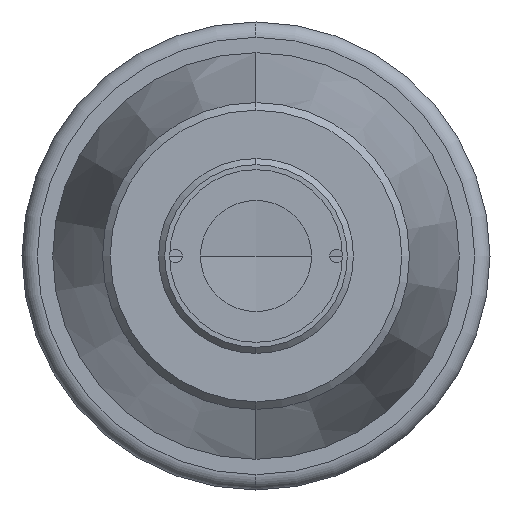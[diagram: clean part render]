
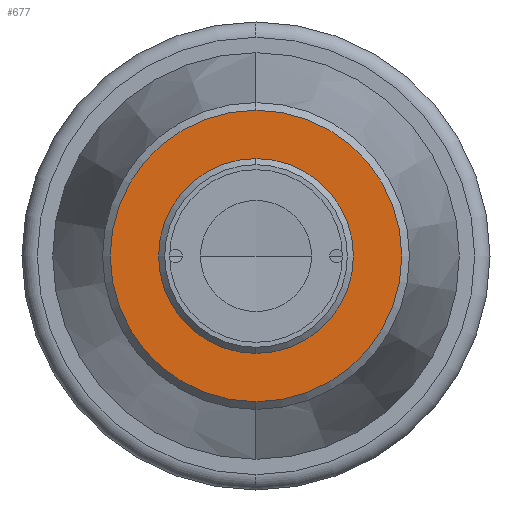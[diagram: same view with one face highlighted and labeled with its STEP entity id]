
A CAD part, left-side view. The second image highlights one B-rep face of the part: STEP entity #677.
In plain terms, the highlighted planar face has unit normal (-1, 0, 0).
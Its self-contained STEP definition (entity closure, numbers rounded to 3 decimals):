
#602 = ORIENTED_EDGE ( 'NONE', *, *, #652, .T. ) ;
#633 = EDGE_CURVE ( 'NONE', #634, #635, #2030, .T. ) ;
#634 = VERTEX_POINT ( 'NONE', #2025 ) ;
#635 = VERTEX_POINT ( 'NONE', #2024 ) ;
#652 = EDGE_CURVE ( 'NONE', #653, #654, #2059, .T. ) ;
#653 = VERTEX_POINT ( 'NONE', #2054 ) ;
#654 = VERTEX_POINT ( 'NONE', #2053 ) ;
#655 = ORIENTED_EDGE ( 'NONE', *, *, #656, .T. ) ;
#656 = EDGE_CURVE ( 'NONE', #654, #653, #2051, .T. ) ;
#674 = EDGE_CURVE ( 'NONE', #635, #634, #2090, .T. ) ;
#677 = ADVANCED_FACE ( 'NONE', ( #2085, #2084 ), #2083, .T. ) ;
#678 = EDGE_LOOP ( 'NONE', ( #679, #680 ) ) ;
#679 = ORIENTED_EDGE ( 'NONE', *, *, #674, .T. ) ;
#680 = ORIENTED_EDGE ( 'NONE', *, *, #633, .T. ) ;
#681 = EDGE_LOOP ( 'NONE', ( #602, #655 ) ) ;
#2024 = CARTESIAN_POINT ( 'NONE',  ( 17.52, 0., -19. ) ) ;
#2025 = CARTESIAN_POINT ( 'NONE',  ( 17.52, 0., 19. ) ) ;
#2026 = DIRECTION ( 'NONE',  ( 0., 0., 1. ) ) ;
#2027 = DIRECTION ( 'NONE',  ( -1., 0., 0. ) ) ;
#2028 = CARTESIAN_POINT ( 'NONE',  ( 17.52, 0., 0. ) ) ;
#2029 = AXIS2_PLACEMENT_3D ( 'NONE', #2028, #2027, #2026 ) ;
#2030 = CIRCLE ( 'NONE', #2029, 19. ) ;
#2047 = DIRECTION ( 'NONE',  ( 0., 0., -1. ) ) ;
#2048 = DIRECTION ( 'NONE',  ( 1., 0., 0. ) ) ;
#2049 = CARTESIAN_POINT ( 'NONE',  ( 17.52, 0., 0. ) ) ;
#2050 = AXIS2_PLACEMENT_3D ( 'NONE', #2049, #2048, #2047 ) ;
#2051 = CIRCLE ( 'NONE', #2050, 12. ) ;
#2053 = CARTESIAN_POINT ( 'NONE',  ( 17.52, 0., 12. ) ) ;
#2054 = CARTESIAN_POINT ( 'NONE',  ( 17.52, 0., -12. ) ) ;
#2055 = DIRECTION ( 'NONE',  ( 0., 0., -1. ) ) ;
#2056 = DIRECTION ( 'NONE',  ( 1., 0., 0. ) ) ;
#2057 = CARTESIAN_POINT ( 'NONE',  ( 17.52, 0., 0. ) ) ;
#2058 = AXIS2_PLACEMENT_3D ( 'NONE', #2057, #2056, #2055 ) ;
#2059 = CIRCLE ( 'NONE', #2058, 12. ) ;
#2079 = DIRECTION ( 'NONE',  ( 0., 0., 1. ) ) ;
#2080 = DIRECTION ( 'NONE',  ( -1., 0., 0. ) ) ;
#2081 = CARTESIAN_POINT ( 'NONE',  ( 17.52, 12., 0. ) ) ;
#2082 = AXIS2_PLACEMENT_3D ( 'NONE', #2081, #2080, #2079 ) ;
#2083 = PLANE ( 'NONE',  #2082 ) ;
#2084 = FACE_BOUND ( 'NONE', #681, .T. ) ;
#2085 = FACE_OUTER_BOUND ( 'NONE', #678, .T. ) ;
#2086 = DIRECTION ( 'NONE',  ( 0., 0., 1. ) ) ;
#2087 = DIRECTION ( 'NONE',  ( -1., 0., 0. ) ) ;
#2088 = CARTESIAN_POINT ( 'NONE',  ( 17.52, 0., 0. ) ) ;
#2089 = AXIS2_PLACEMENT_3D ( 'NONE', #2088, #2087, #2086 ) ;
#2090 = CIRCLE ( 'NONE', #2089, 19. ) ;
